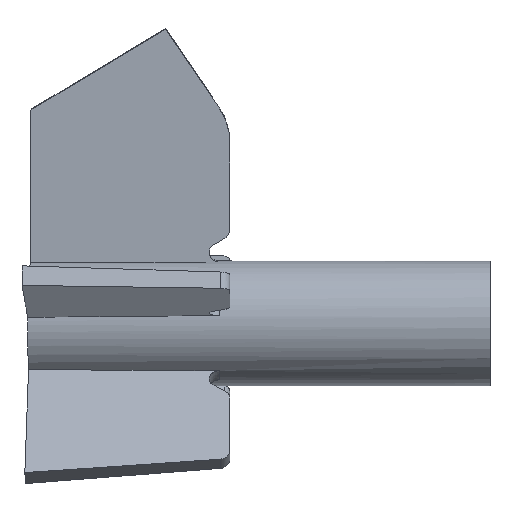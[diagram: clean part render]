
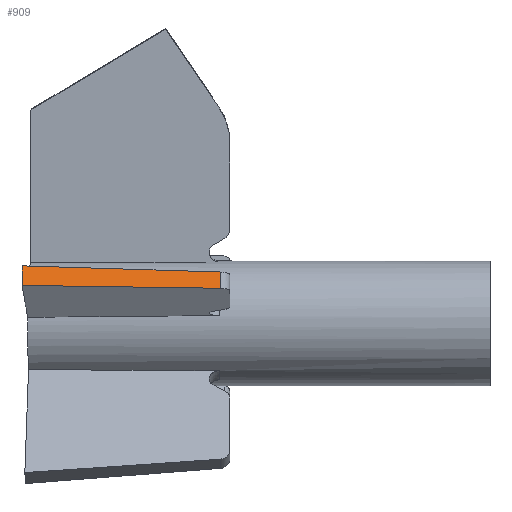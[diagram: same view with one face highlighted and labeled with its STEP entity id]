
A CAD part, left-side view. The second image highlights one B-rep face of the part: STEP entity #909.
In plain terms, the highlighted planar face has unit normal (-0.962, -0.087, 0.258).
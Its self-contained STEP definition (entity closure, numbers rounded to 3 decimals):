
#909 = ADVANCED_FACE('',(#910),#925,.T.);
#910 = FACE_BOUND('',#911,.T.);
#911 = EDGE_LOOP('',(#912,#937,#953,#969));
#912 = ORIENTED_EDGE('',*,*,#913,.F.);
#913 = EDGE_CURVE('',#914,#916,#918,.T.);
#914 = VERTEX_POINT('',#915);
#915 = CARTESIAN_POINT('',(1962.696,-712.052,
    1370.546));
#916 = VERTEX_POINT('',#917);
#917 = CARTESIAN_POINT('',(1962.95,-712.069,
    1371.486));
#918 = SURFACE_CURVE('',#919,(#924),.PCURVE_S1.);
#919 = B_SPLINE_CURVE_WITH_KNOTS('',3,(#920,#921,#922,#923),
  .UNSPECIFIED.,.F.,.F.,(4,4),(0.,1.),.PIECEWISE_BEZIER_KNOTS.);
#920 = CARTESIAN_POINT('',(1962.696,-712.052,
    1370.546));
#921 = CARTESIAN_POINT('',(1962.781,-712.058,
    1370.859));
#922 = CARTESIAN_POINT('',(1962.865,-712.063,
    1371.173));
#923 = CARTESIAN_POINT('',(1962.95,-712.069,
    1371.486));
#924 = PCURVE('',#925,#930);
#925 = PLANE('',#926);
#926 = AXIS2_PLACEMENT_3D('',#927,#928,#929);
#927 = CARTESIAN_POINT('',(1963.533,-721.69,
    1370.411));
#928 = DIRECTION('',(-0.962,-0.087,0.258)
  );
#929 = DIRECTION('',(-0.259,0.,-0.966
    ));
#930 = DEFINITIONAL_REPRESENTATION('',(#931),#936);
#931 = B_SPLINE_CURVE_WITH_KNOTS('',3,(#932,#933,#934,#935),
  .UNSPECIFIED.,.F.,.F.,(4,4),(0.,1.),.PIECEWISE_BEZIER_KNOTS.);
#932 = CARTESIAN_POINT('',(0.087,-9.674));
#933 = CARTESIAN_POINT('',(-0.238,-9.669));
#934 = CARTESIAN_POINT('',(-0.562,-9.663));
#935 = CARTESIAN_POINT('',(-0.887,-9.657));
#936 = ( GEOMETRIC_REPRESENTATION_CONTEXT(2) 
PARAMETRIC_REPRESENTATION_CONTEXT() REPRESENTATION_CONTEXT('2D SPACE',''
  ) );
#937 = ORIENTED_EDGE('',*,*,#938,.T.);
#938 = EDGE_CURVE('',#914,#939,#941,.T.);
#939 = VERTEX_POINT('',#940);
#940 = CARTESIAN_POINT('',(1963.523,-721.581,
    1370.41));
#941 = SURFACE_CURVE('',#942,(#946),.PCURVE_S1.);
#942 = LINE('',#943,#944);
#943 = CARTESIAN_POINT('',(1963.533,-721.69,
    1370.409));
#944 = VECTOR('',#945,1.);
#945 = DIRECTION('',(0.086,-0.996,
    -0.014));
#946 = PCURVE('',#925,#947);
#947 = DEFINITIONAL_REPRESENTATION('',(#948),#952);
#948 = LINE('',#949,#950);
#949 = CARTESIAN_POINT('',(0.003,0.));
#950 = VECTOR('',#951,1.);
#951 = DIRECTION('',(-0.009,1.));
#952 = ( GEOMETRIC_REPRESENTATION_CONTEXT(2) 
PARAMETRIC_REPRESENTATION_CONTEXT() REPRESENTATION_CONTEXT('2D SPACE',''
  ) );
#953 = ORIENTED_EDGE('',*,*,#954,.T.);
#954 = EDGE_CURVE('',#939,#955,#957,.T.);
#955 = VERTEX_POINT('',#956);
#956 = CARTESIAN_POINT('',(1963.732,-721.581,
    1371.191));
#957 = SURFACE_CURVE('',#958,(#962),.PCURVE_S1.);
#958 = LINE('',#959,#960);
#959 = CARTESIAN_POINT('',(1963.524,-721.581,
    1370.414));
#960 = VECTOR('',#961,1.);
#961 = DIRECTION('',(0.259,0.,0.966)
  );
#962 = PCURVE('',#925,#963);
#963 = DEFINITIONAL_REPRESENTATION('',(#964),#968);
#964 = LINE('',#965,#966);
#965 = CARTESIAN_POINT('',(0.,-0.109));
#966 = VECTOR('',#967,1.);
#967 = DIRECTION('',(-1.,0.));
#968 = ( GEOMETRIC_REPRESENTATION_CONTEXT(2) 
PARAMETRIC_REPRESENTATION_CONTEXT() REPRESENTATION_CONTEXT('2D SPACE',''
  ) );
#969 = ORIENTED_EDGE('',*,*,#970,.F.);
#970 = EDGE_CURVE('',#916,#955,#971,.T.);
#971 = SURFACE_CURVE('',#972,(#976),.PCURVE_S1.);
#972 = LINE('',#973,#974);
#973 = CARTESIAN_POINT('',(1963.741,-721.69,
    1371.187));
#974 = VECTOR('',#975,1.);
#975 = DIRECTION('',(0.082,-0.996,
    -0.031));
#976 = PCURVE('',#925,#977);
#977 = DEFINITIONAL_REPRESENTATION('',(#978),#982);
#978 = LINE('',#979,#980);
#979 = CARTESIAN_POINT('',(-0.803,0.));
#980 = VECTOR('',#981,1.);
#981 = DIRECTION('',(0.009,1.));
#982 = ( GEOMETRIC_REPRESENTATION_CONTEXT(2) 
PARAMETRIC_REPRESENTATION_CONTEXT() REPRESENTATION_CONTEXT('2D SPACE',''
  ) );
